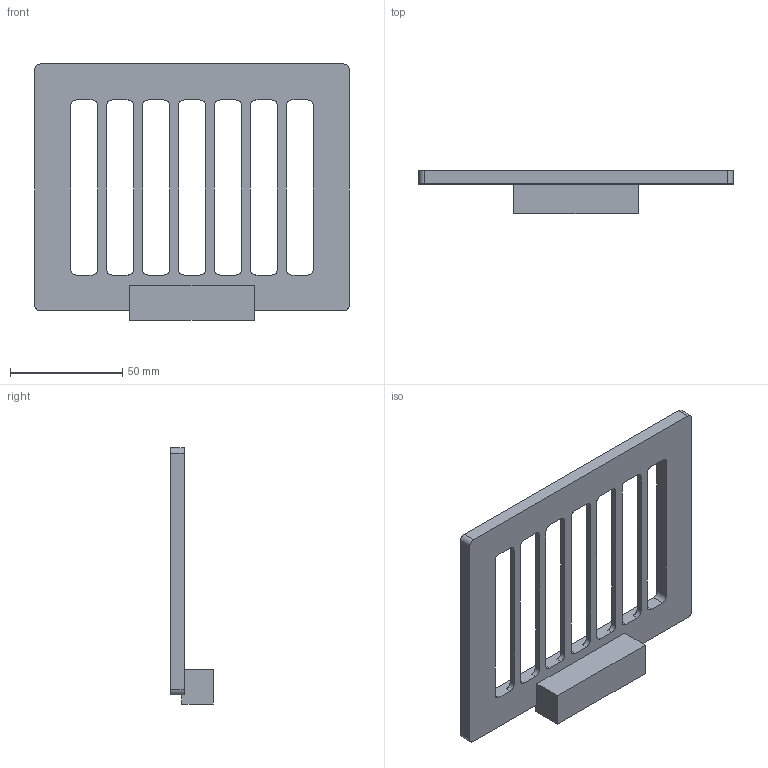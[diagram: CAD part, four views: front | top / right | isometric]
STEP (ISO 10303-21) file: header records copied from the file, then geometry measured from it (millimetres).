
FILE_DESCRIPTION((''),'2;1');
FILE_NAME('28500_SW0003','2025-12-04T17:17:41',('SwamiS'),(''),'CREO PARAMETRIC BY PTC INC, 2025093','CREO PARAMETRIC BY PTC INC, 2025093','');
FILE_SCHEMA(('CONFIG_CONTROL_DESIGN'));
Length unit declared in the file: inch
Products named in the file (1): 28500_SW0003
Bounding box: 140 x 19 x 114.02 mm (x, y, z)
Volume: 57948.1 mm3; surface area: 27388.9 mm2
Topology: 1 solids, 1 shells, 66 faces, 210 edges, 140 vertices
Faces by surface type: plane 34, cylinder 32
Entity records: 2406 total; most frequent: ORIENTED_EDGE 420, CARTESIAN_POINT 416, DIRECTION 406, EDGE_CURVE 210, VECTOR 146, LINE 146, VERTEX_POINT 140, AXIS2_PLACEMENT_3D 130
